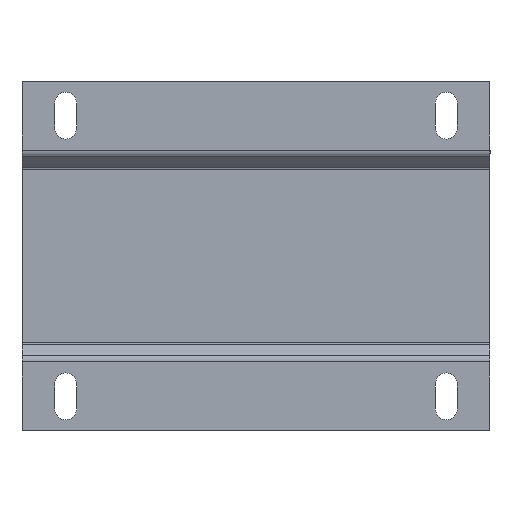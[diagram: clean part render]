
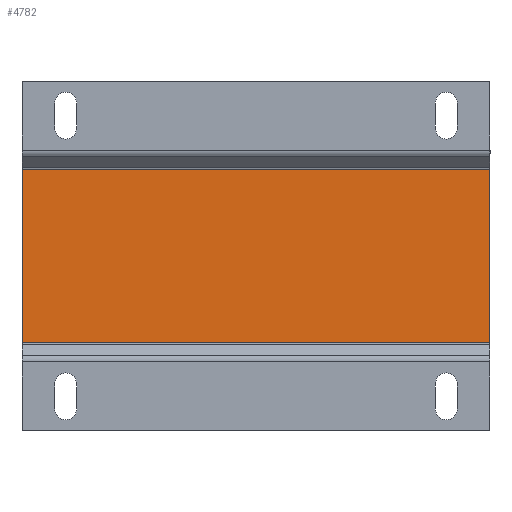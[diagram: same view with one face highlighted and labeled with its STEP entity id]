
A CAD part, front view. The second image highlights one B-rep face of the part: STEP entity #4782.
In plain terms, the highlighted planar face has unit normal (0, -1, 0).
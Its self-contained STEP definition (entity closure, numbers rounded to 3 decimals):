
#4 = CARTESIAN_POINT ( 'NONE',  ( 0., -64.5, 27.757 ) ) ;
#68 = EDGE_CURVE ( 'Defeature ausgef�hrt1_97+Defeature ausgef�hrt1_98+Defeature ausgef�hrt1_103+Defeature ausgef�hrt1_116', #4376, #5963, #2962, .T. ) ;
#574 = DIRECTION ( 'NONE',  ( 0., 1., 0. ) ) ;
#597 = AXIS2_PLACEMENT_3D ( 'NONE', #1361, #574, #7004 ) ;
#1124 = EDGE_CURVE ( 'Defeature ausgef�hrt1_95+Defeature ausgef�hrt1_98+Defeature ausgef�hrt1_117+Defeature ausgef�hrt1_104', #8216, #3947, #5352, .T. ) ;
#1177 = DIRECTION ( 'NONE',  ( 1., 0., 0. ) ) ;
#1361 = CARTESIAN_POINT ( 'NONE',  ( 0., -64.5, 0. ) ) ;
#1565 = DIRECTION ( 'NONE',  ( 0., 0., -1. ) ) ;
#2008 = VECTOR ( 'NONE', #1177, 1000. ) ;
#2027 = PLANE ( 'NONE',  #597 ) ;
#2064 = EDGE_CURVE ( 'Defeature ausgef�hrt1_98+Defeature ausgef�hrt1_105+Defeature ausgef�hrt1_97+Defeature ausgef�hrt1_95', #4376, #3947, #4902, .T. ) ;
#2292 = ORIENTED_EDGE ( 'NONE', *, *, #68, .F. ) ;
#2714 = EDGE_CURVE ( 'Defeature ausgef�hrt1_118+Defeature ausgef�hrt1_98+Defeature ausgef�hrt1_116+Defeature ausgef�hrt1_117', #5963, #8216, #5099, .T. ) ;
#2962 = LINE ( 'NONE', #8993, #6747 ) ;
#3209 = ORIENTED_EDGE ( 'NONE', *, *, #2714, .F. ) ;
#3259 = DIRECTION ( 'NONE',  ( 0., 0., 1. ) ) ;
#3345 = CARTESIAN_POINT ( 'NONE',  ( 0., -64.5, -27.757 ) ) ;
#3947 = VERTEX_POINT ( 'NONE', #5713 ) ;
#4376 = VERTEX_POINT ( 'NONE', #7525 ) ;
#4782 = ADVANCED_FACE ( 'Defeature ausgef�hrt1_98', ( #6196 ), #2027, .F. ) ;
#4879 = DIRECTION ( 'NONE',  ( 1., 0., 0. ) ) ;
#4902 = LINE ( 'NONE', #3345, #2008 ) ;
#5099 = LINE ( 'NONE', #4, #7883 ) ;
#5178 = ORIENTED_EDGE ( 'NONE', *, *, #2064, .T. ) ;
#5244 = VECTOR ( 'NONE', #1565, 1000. ) ;
#5352 = LINE ( 'NONE', #6640, #5244 ) ;
#5713 = CARTESIAN_POINT ( 'NONE',  ( 75., -64.5, -27.757 ) ) ;
#5808 = CARTESIAN_POINT ( 'NONE',  ( 75., -64.5, 27.757 ) ) ;
#5963 = VERTEX_POINT ( 'NONE', #9117 ) ;
#6196 = FACE_OUTER_BOUND ( 'NONE', #6465, .T. ) ;
#6465 = EDGE_LOOP ( 'NONE', ( #3209, #2292, #5178, #8247 ) ) ;
#6640 = CARTESIAN_POINT ( 'NONE',  ( 75., -64.5, -56. ) ) ;
#6747 = VECTOR ( 'NONE', #3259, 1000. ) ;
#7004 = DIRECTION ( 'NONE',  ( -1., 0., 0. ) ) ;
#7525 = CARTESIAN_POINT ( 'NONE',  ( -75., -64.5, -27.757 ) ) ;
#7883 = VECTOR ( 'NONE', #4879, 1000. ) ;
#8216 = VERTEX_POINT ( 'NONE', #5808 ) ;
#8247 = ORIENTED_EDGE ( 'NONE', *, *, #1124, .F. ) ;
#8993 = CARTESIAN_POINT ( 'NONE',  ( -75., -64.5, -56. ) ) ;
#9117 = CARTESIAN_POINT ( 'NONE',  ( -75., -64.5, 27.757 ) ) ;
